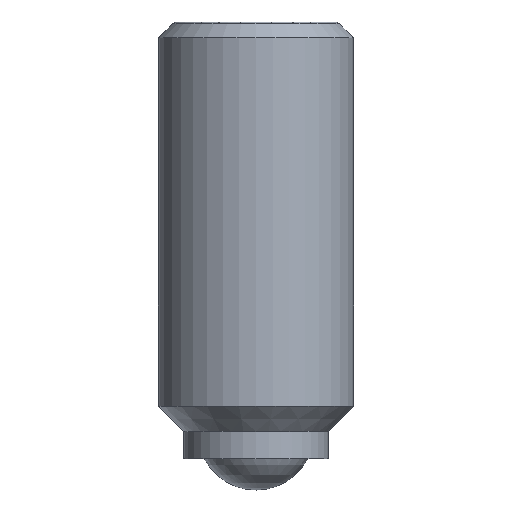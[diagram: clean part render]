
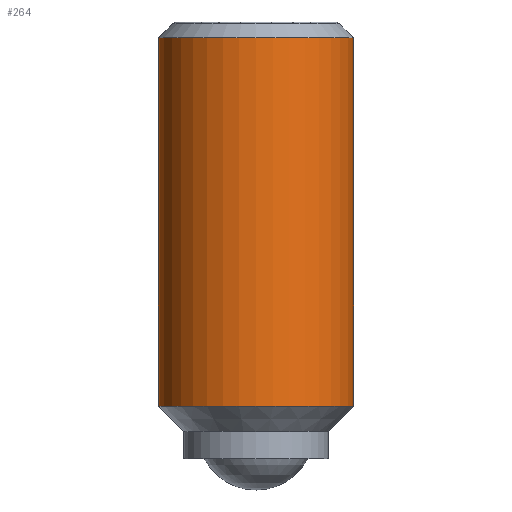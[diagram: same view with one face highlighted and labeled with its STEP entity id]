
A CAD part, front view. The second image highlights one B-rep face of the part: STEP entity #264.
In plain terms, the highlighted cylindrical face has radius 2.5 mm (diameter 5 mm), a partial arc.
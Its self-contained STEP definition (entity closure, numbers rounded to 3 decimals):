
#186=VERTEX_POINT('',#410);
#198=EDGE_CURVE('',#284,#244,#422,.T.);
#232=VERTEX_POINT('',#462);
#234=EDGE_CURVE('',#186,#284,#464,.T.);
#244=VERTEX_POINT('',#474);
#264=ADVANCED_FACE('',(#497),#498,.T.);
#284=VERTEX_POINT('',#520);
#302=EDGE_CURVE('',#232,#244,#540,.T.);
#326=EDGE_CURVE('',#232,#186,#566,.T.);
#410=CARTESIAN_POINT('',(-2.5,0.,-0.4));
#422=LINE('',#711,#712);
#462=CARTESIAN_POINT('',(-2.5,0.,-9.85));
#464=CIRCLE('',#771,2.5);
#474=CARTESIAN_POINT('',(2.5,0.,-9.85));
#497=FACE_OUTER_BOUND('',#821,.T.);
#498=CYLINDRICAL_SURFACE('',#822,2.5);
#520=CARTESIAN_POINT('',(2.5,0.,-0.4));
#540=CIRCLE('',#882,2.5);
#566=LINE('',#917,#918);
#711=CARTESIAN_POINT('',(2.5,0.,-5.125));
#712=VECTOR('',#1007,1.0);
#771=AXIS2_PLACEMENT_3D('',#1058,#1059,#1060);
#821=EDGE_LOOP('',(#1093,#1094,#1095,#1096));
#822=AXIS2_PLACEMENT_3D('',#1097,#1098,#1099);
#882=AXIS2_PLACEMENT_3D('',#1149,#1150,#1151);
#917=CARTESIAN_POINT('',(-2.5,0.,-5.125));
#918=VECTOR('',#1176,1.0);
#1007=DIRECTION('',(-0.0,-0.0,-1.0));
#1058=CARTESIAN_POINT('',(0.0,0.,-0.4));
#1059=DIRECTION('',(0.0,0.0,1.0));
#1060=DIRECTION('',(-1.0,0.,0.0));
#1093=ORIENTED_EDGE('',*,*,#326,.F.);
#1094=ORIENTED_EDGE('',*,*,#302,.T.);
#1095=ORIENTED_EDGE('',*,*,#198,.F.);
#1096=ORIENTED_EDGE('',*,*,#234,.F.);
#1097=CARTESIAN_POINT('',(0.0,0.,-5.125));
#1098=DIRECTION('',(-0.0,-0.0,-1.0));
#1099=DIRECTION('',(-1.0,0.,0.0));
#1149=CARTESIAN_POINT('',(0.0,0.,-9.85));
#1150=DIRECTION('',(0.0,0.0,1.0));
#1151=DIRECTION('',(-1.0,0.,0.0));
#1176=DIRECTION('',(0.0,0.0,1.0));
